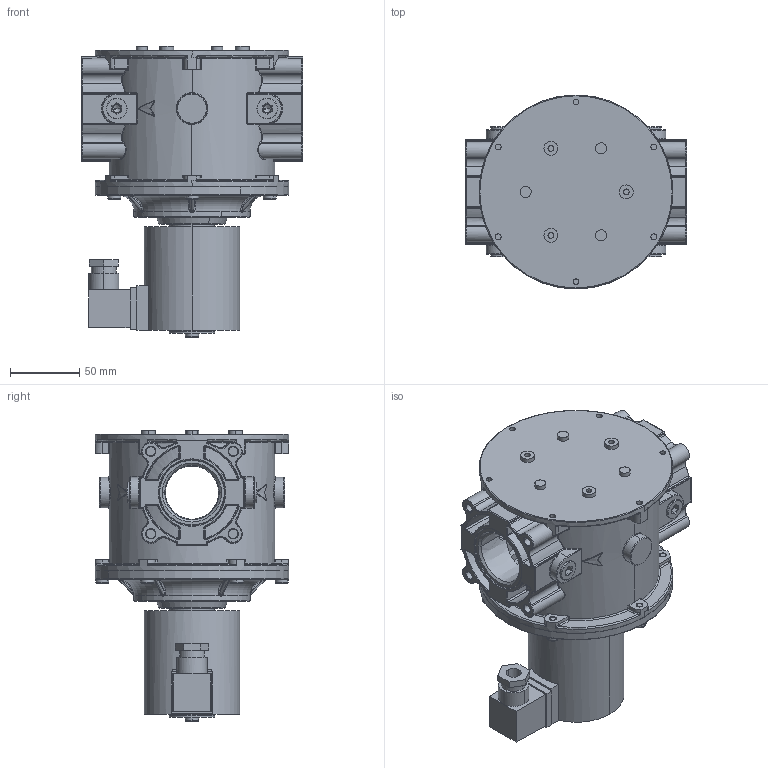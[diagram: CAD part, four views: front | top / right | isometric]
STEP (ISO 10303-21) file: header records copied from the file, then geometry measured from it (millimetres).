
FILE_DESCRIPTION((''),'2;1');
FILE_NAME('EVPC05_ASM','2017-02-13T',('riccardos'),(''),'PRO/ENGINEER BY PARAMETRIC TECHNOLOGY CORPORATION, 2015030','PRO/ENGINEER BY PARAMETRIC TECHNOLOGY CORPORATION, 2015030','');
FILE_SCHEMA(('CONFIG_CONTROL_DESIGN'));
Products named in the file (9): CO-0966; CP-0500; GUAINADN50; TP-100; VITI1; CLEONIDEBODYDN25; DI-0011; CONNECTOR; EVPC05_ASM
Assembly tree (17 placements, depth 2):
  EVPC05_ASM
    CO-0966
    CP-0500
    GUAINADN50
    TP-100  x4
    VITI1  x7
    CLEONIDEBODYDN25
    DI-0011
    CONNECTOR
Bounding box: 160 x 140 x 211.05 mm (x, y, z)
Volume: 810614 mm3; surface area: 252656.1 mm2
Topology: 17 solids, 23 shells, 1840 faces, 4286 edges, 2539 vertices
Faces by surface type: cylinder 617, plane 404, bspline 305, torus 287, cone 172, sphere 55
Entity records: 55107 total; most frequent: CARTESIAN_POINT 26044, ORIENTED_EDGE 6162, DIRECTION 5992, EDGE_CURVE 3093, AXIS2_PLACEMENT_3D 2553, VERTEX_POINT 1831, CIRCLE 1476, EDGE_LOOP 1422
